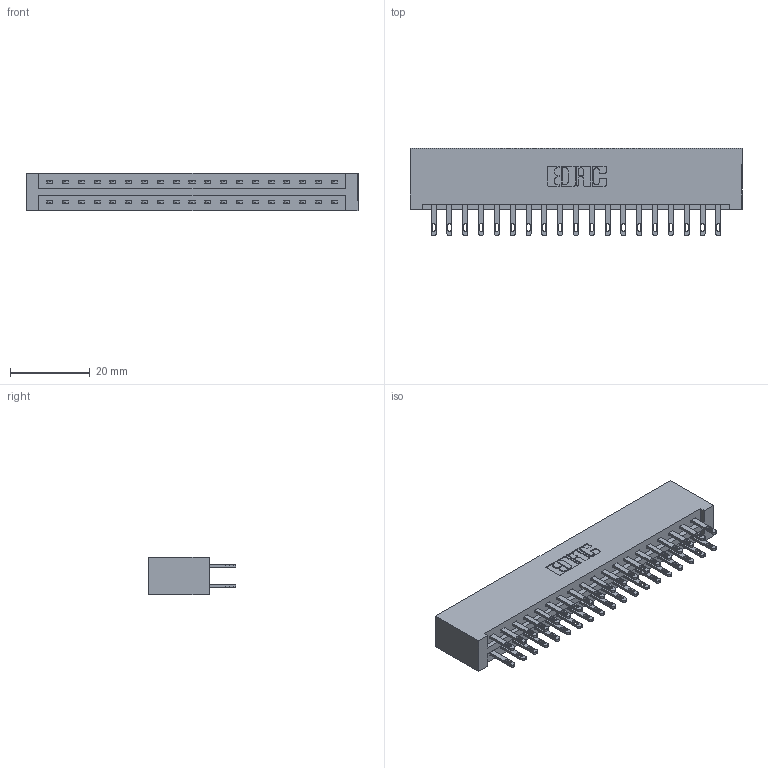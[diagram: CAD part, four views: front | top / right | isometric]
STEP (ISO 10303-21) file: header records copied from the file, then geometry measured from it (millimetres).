
FILE_DESCRIPTION (( 'STEP AP203' ), '1' );
FILE_NAME ('887-038-500-201.STEP', '2020-09-20T22:45:23', ( '' ), ( '' ), 'SwSTEP 2.0', 'SolidWorks 2020', '' );
FILE_SCHEMA (( 'CONFIG_CONTROL_DESIGN' ));
Length unit declared in the file: inch
Products named in the file (3): 345-292-001_345-293-100; 837 Part_No Mounting Lugs; 887-038-500-201
Assembly tree (39 placements, depth 2):
  887-038-500-201
    837 Part_No Mounting Lugs
    345-292-001_345-293-100  x38
Bounding box: 83.16 x 21.85 x 9.4 mm (x, y, z)
Volume: 9334.7 mm3; surface area: 10807.2 mm2
Topology: 39 solids, 39 shells, 2006 faces, 6101 edges, 4066 vertices
Faces by surface type: plane 1282, cylinder 724
Entity records: 17359 total; most frequent: CARTESIAN_POINT 2942, ORIENTED_EDGE 2878, DIRECTION 2539, EDGE_CURVE 1439, VECTOR 1315, LINE 1315, VERTEX_POINT 958, AXIS2_PLACEMENT_3D 612
